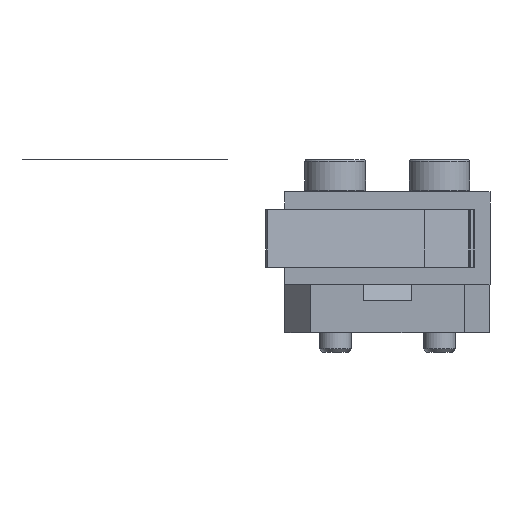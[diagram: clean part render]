
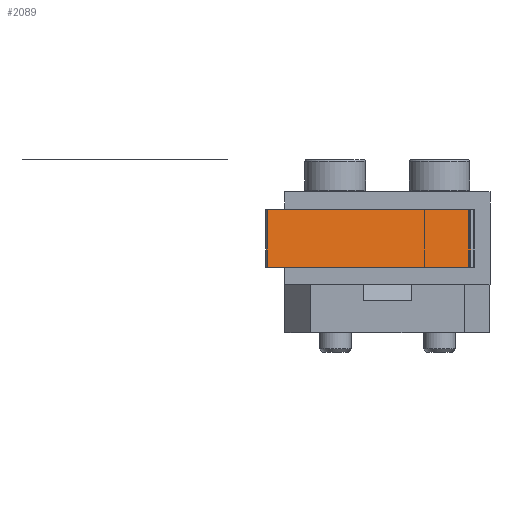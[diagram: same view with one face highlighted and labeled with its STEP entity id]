
A CAD part, left-side view. The second image highlights one B-rep face of the part: STEP entity #2089.
In plain terms, the highlighted planar face has unit normal (-0.962, -0.275, 0).
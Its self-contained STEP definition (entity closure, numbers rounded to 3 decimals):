
#255=FACE_OUTER_BOUND('',#380,.T.);
#380=EDGE_LOOP('',(#1826,#1827,#1828,#1829));
#616=LINE('',#3481,#862);
#617=LINE('',#3484,#863);
#618=LINE('',#3486,#864);
#619=LINE('',#3487,#865);
#862=VECTOR('',#2867,10.);
#863=VECTOR('',#2870,10.);
#864=VECTOR('',#2871,10.);
#865=VECTOR('',#2872,10.);
#1052=VERTEX_POINT('',#3472);
#1055=VERTEX_POINT('',#3479);
#1056=VERTEX_POINT('',#3483);
#1057=VERTEX_POINT('',#3485);
#1319=EDGE_CURVE('',#1052,#1055,#616,.T.);
#1320=EDGE_CURVE('',#1055,#1056,#617,.T.);
#1321=EDGE_CURVE('',#1057,#1056,#618,.T.);
#1322=EDGE_CURVE('',#1052,#1057,#619,.T.);
#1826=ORIENTED_EDGE('',*,*,#1319,.T.);
#1827=ORIENTED_EDGE('',*,*,#1320,.T.);
#1828=ORIENTED_EDGE('',*,*,#1321,.F.);
#1829=ORIENTED_EDGE('',*,*,#1322,.F.);
#1979=PLANE('',#2347);
#2089=ADVANCED_FACE('',(#255),#1979,.T.);
#2347=AXIS2_PLACEMENT_3D('',#3482,#2868,#2869);
#2867=DIRECTION('',(-0.275,0.961,0.));
#2868=DIRECTION('center_axis',(-0.961,-0.275,0.));
#2869=DIRECTION('ref_axis',(-0.275,0.961,0.));
#2870=DIRECTION('',(0.,0.,-1.));
#2871=DIRECTION('',(-0.275,0.961,0.));
#2872=DIRECTION('',(0.,0.,-1.));
#3472=CARTESIAN_POINT('',(14.629,-21.594,4.7));
#3479=CARTESIAN_POINT('',(11.,-8.903,4.7));
#3481=CARTESIAN_POINT('',(13.784,-18.638,4.7));
#3482=CARTESIAN_POINT('Origin',(14.712,-21.882,5.8));
#3483=CARTESIAN_POINT('',(11.,-8.903,1.1));
#3484=CARTESIAN_POINT('',(11.,-8.903,5.8));
#3485=CARTESIAN_POINT('',(14.629,-21.594,1.1));
#3486=CARTESIAN_POINT('',(13.784,-18.638,1.1));
#3487=CARTESIAN_POINT('',(14.629,-21.594,5.8));
